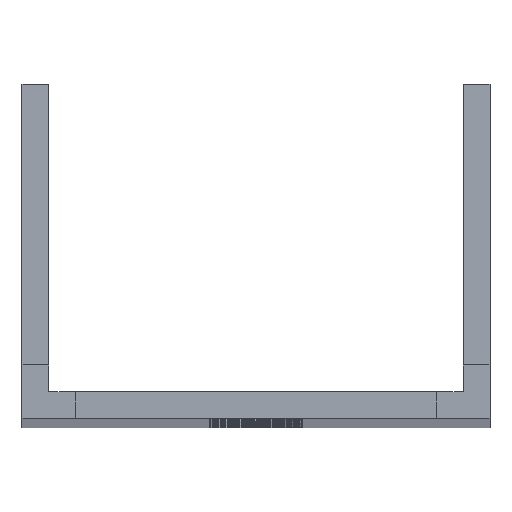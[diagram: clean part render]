
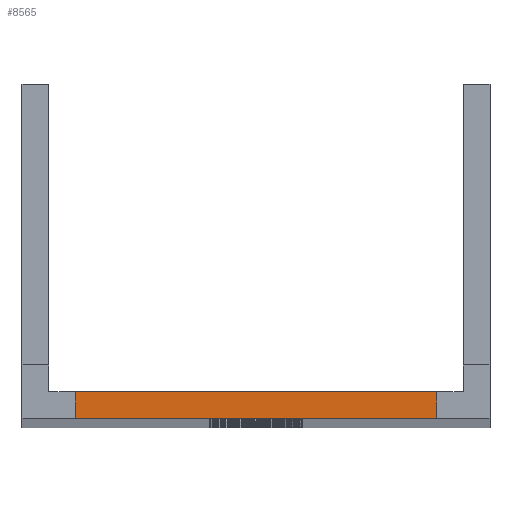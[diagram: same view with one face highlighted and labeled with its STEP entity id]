
A CAD part, top view. The second image highlights one B-rep face of the part: STEP entity #8565.
In plain terms, the highlighted planar face has unit normal (0, 0, 1).
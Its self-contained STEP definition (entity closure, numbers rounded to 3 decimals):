
#395 = DIRECTION ( 'NONE',  ( 0., 1., 0. ) ) ;
#736 = EDGE_CURVE ( 'NONE', #7479, #6526, #4757, .T. ) ;
#947 = DIRECTION ( 'NONE',  ( 0., -1., 0. ) ) ;
#1277 = CARTESIAN_POINT ( 'NONE',  ( -35., 4., 800. ) ) ;
#1297 = DIRECTION ( 'NONE',  ( 0., 0., 1. ) ) ;
#1570 = VECTOR ( 'NONE', #5911, 1000. ) ;
#2133 = EDGE_CURVE ( 'NONE', #7479, #8450, #2902, .T. ) ;
#2527 = LINE ( 'NONE', #4544, #7080 ) ;
#2641 = FACE_OUTER_BOUND ( 'NONE', #7664, .T. ) ;
#2672 = DIRECTION ( 'NONE',  ( 1., 0., 0. ) ) ;
#2848 = EDGE_CURVE ( 'NONE', #8123, #6526, #2527, .T. ) ;
#2902 = LINE ( 'NONE', #7153, #7247 ) ;
#3132 = CARTESIAN_POINT ( 'NONE',  ( 27., 4., 800. ) ) ;
#4045 = LINE ( 'NONE', #7348, #1570 ) ;
#4544 = CARTESIAN_POINT ( 'NONE',  ( 27., 0., 800. ) ) ;
#4757 = LINE ( 'NONE', #1277, #7788 ) ;
#5226 = ORIENTED_EDGE ( 'NONE', *, *, #8267, .T. ) ;
#5444 = DIRECTION ( 'NONE',  ( 1., 0., 0. ) ) ;
#5501 = ORIENTED_EDGE ( 'NONE', *, *, #736, .F. ) ;
#5631 = ORIENTED_EDGE ( 'NONE', *, *, #2848, .T. ) ;
#5911 = DIRECTION ( 'NONE',  ( 1., 0., 0. ) ) ;
#6140 = CARTESIAN_POINT ( 'NONE',  ( -27., 0., 800. ) ) ;
#6526 = VERTEX_POINT ( 'NONE', #3132 ) ;
#6924 = CARTESIAN_POINT ( 'NONE',  ( 31., 8., 800. ) ) ;
#7080 = VECTOR ( 'NONE', #395, 1000. ) ;
#7153 = CARTESIAN_POINT ( 'NONE',  ( -27., 4., 800. ) ) ;
#7247 = VECTOR ( 'NONE', #947, 1000. ) ;
#7348 = CARTESIAN_POINT ( 'NONE',  ( -35., 0., 800. ) ) ;
#7479 = VERTEX_POINT ( 'NONE', #8368 ) ;
#7664 = EDGE_LOOP ( 'NONE', ( #5226, #5631, #5501, #7716 ) ) ;
#7716 = ORIENTED_EDGE ( 'NONE', *, *, #2133, .T. ) ;
#7788 = VECTOR ( 'NONE', #2672, 1000. ) ;
#7941 = CARTESIAN_POINT ( 'NONE',  ( 27., 0., 800. ) ) ;
#8123 = VERTEX_POINT ( 'NONE', #7941 ) ;
#8267 = EDGE_CURVE ( 'NONE', #8450, #8123, #4045, .T. ) ;
#8368 = CARTESIAN_POINT ( 'NONE',  ( -27., 4., 800. ) ) ;
#8450 = VERTEX_POINT ( 'NONE', #6140 ) ;
#8565 = ADVANCED_FACE ( 'NONE', ( #2641 ), #8888, .T. ) ;
#8766 = AXIS2_PLACEMENT_3D ( 'NONE', #6924, #1297, #5444 ) ;
#8888 = PLANE ( 'NONE',  #8766 ) ;
